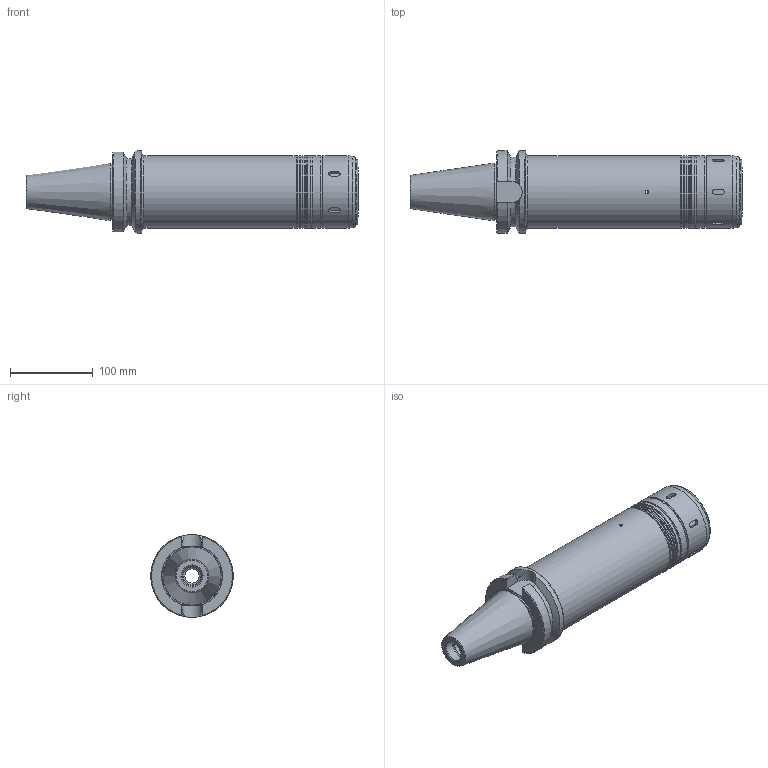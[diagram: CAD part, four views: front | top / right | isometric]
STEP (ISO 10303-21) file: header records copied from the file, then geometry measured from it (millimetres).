
FILE_DESCRIPTION((''),'2;1');
FILE_NAME('314040542300-3D.stp','2020-04-01T14:21:19',('nttooll'),(''),'Autodesk Inventor 2012','Autodesk Inventor 2012','');
FILE_SCHEMA(('AUTOMOTIVE_DESIGN { 1 0 10303 214 1 1 1 1 }'));
Length unit declared in the file: millimetre
Products named in the file (1): 314040542300-3D
Bounding box: 401.8 x 100 x 100 mm (x, y, z)
Volume: 1810400 mm3; surface area: 155500.2 mm2
Topology: 1 solids, 1 shells, 127 faces, 282 edges, 173 vertices
Faces by surface type: cylinder 47, plane 38, cone 26, torus 16
Full cylindrical faces by diameter (mm): 3.4 x2, 4 x2, 17.2 x1, 18 x1, 21 x1, 21.3 x1, 24 x1, 25 x1, 25.4 x1, 42 x1, 42.2 x1, 42.5 x1, 68.9 x1, 71 x1, 87 x1, 87.6 x4, 88 x7, 100 x1
Entity records: 3518 total; most frequent: CARTESIAN_POINT 956, DIRECTION 534, ORIENTED_EDGE 428, AXIS2_PLACEMENT_3D 230, EDGE_CURVE 214, EDGE_LOOP 212, VERTEX_POINT 168, FACE_OUTER_BOUND 127
